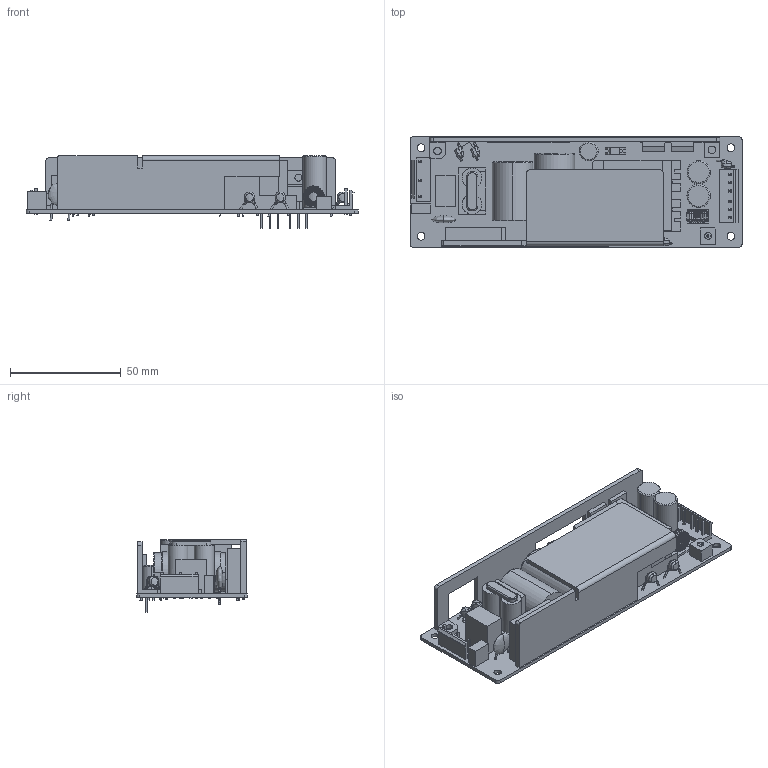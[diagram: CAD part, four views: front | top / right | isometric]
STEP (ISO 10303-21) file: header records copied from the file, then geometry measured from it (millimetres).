
FILE_DESCRIPTION((''),'2;1');
FILE_NAME('30W-2023_ASM','2024-07-08T',('410022'),(''),'PRO/ENGINEER BY PARAMETRIC TECHNOLOGY CORPORATION, 2010280','PRO/ENGINEER BY PARAMETRIC TECHNOLOGY CORPORATION, 2010280','');
FILE_SCHEMA(('CONFIG_CONTROL_DESIGN'));
Length unit declared in the file: millimetre
Products named in the file (9): 75W; 123; 8888; 22; C-2; CY2_; D__; U__; 30W-2023_ASM
Assembly tree (13 placements, depth 2):
  30W-2023_ASM
    75W
    123
    8888
    22
    C-2
    CY2_  x5
    D__  x2
    U__
Bounding box: 150 x 50 x 32.8 mm (x, y, z)
Volume: 80511.8 mm3; surface area: 45455.8 mm2
Topology: 41 solids, 44 shells, 1053 faces, 2422 edges, 1441 vertices
Faces by surface type: plane 451, torus 322, cylinder 154, bspline 114, extrusion 10, revolution 2
Entity records: 31744 total; most frequent: CARTESIAN_POINT 10549, DIRECTION 4710, ORIENTED_EDGE 4144, EDGE_CURVE 2082, AXIS2_PLACEMENT_3D 1774, VERTEX_POINT 1233, VECTOR 1160, LINE 1158
